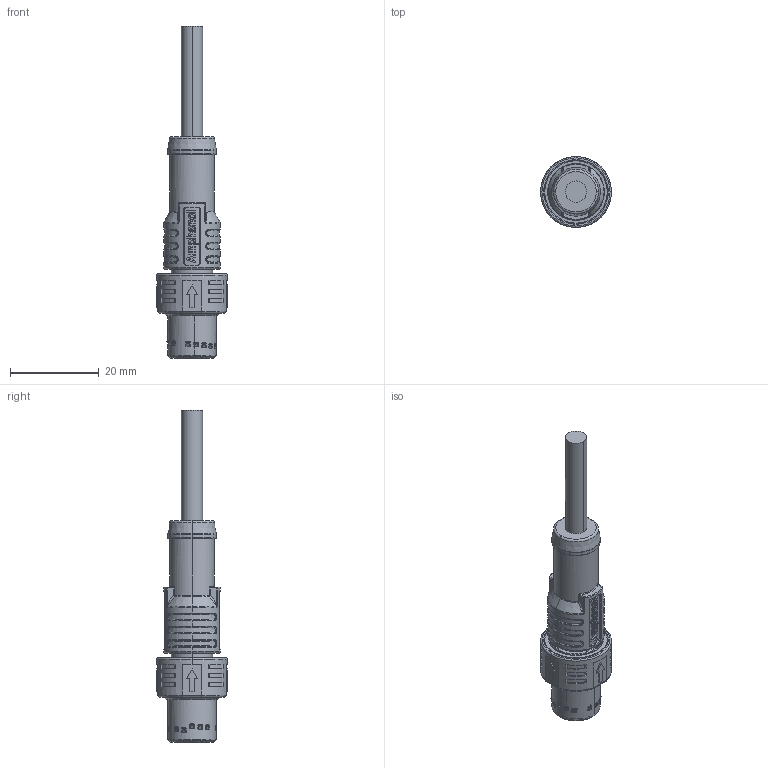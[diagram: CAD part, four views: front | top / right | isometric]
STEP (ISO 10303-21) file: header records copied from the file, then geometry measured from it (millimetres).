
FILE_DESCRIPTION (( 'STEP AP203' ), '1' );
FILE_NAME ('M12A-08BMMM-PL8B02AD.step', '2025-07-22T20:40:08', ( '' ), ( '' ), 'SwSTEP 2.0', 'SolidWorks 2024', '' );
FILE_SCHEMA (( 'CONFIG_CONTROL_DESIGN' ));
Length unit declared in the file: millimetre
Products named in the file (1): M12A-08BMMM-PL8B02AD
Bounding box: 16 x 16 x 75 mm (x, y, z)
Volume: 5222.8 mm3; surface area: 5722.6 mm2
Topology: 1 solids, 1 shells, 2027 faces, 5778 edges, 3728 vertices
Faces by surface type: plane 880, cylinder 644, cone 173, bspline 164, torus 146, sphere 20
Entity records: 80676 total; most frequent: CARTESIAN_POINT 29955, ORIENTED_EDGE 11436, DIRECTION 9732, EDGE_CURVE 5718, VERTEX_POINT 3698, AXIS2_PLACEMENT_3D 3575, VECTOR 2582, LINE 2582
